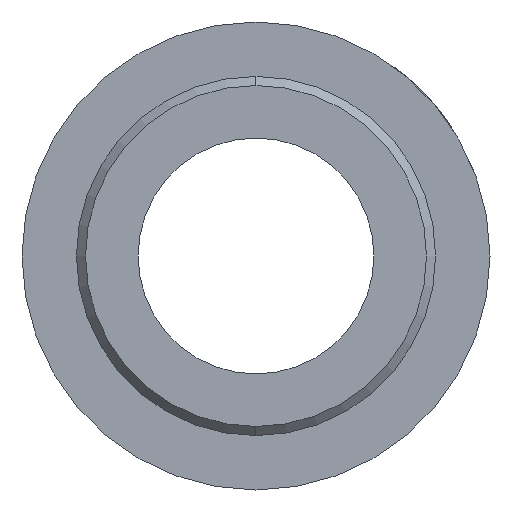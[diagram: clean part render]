
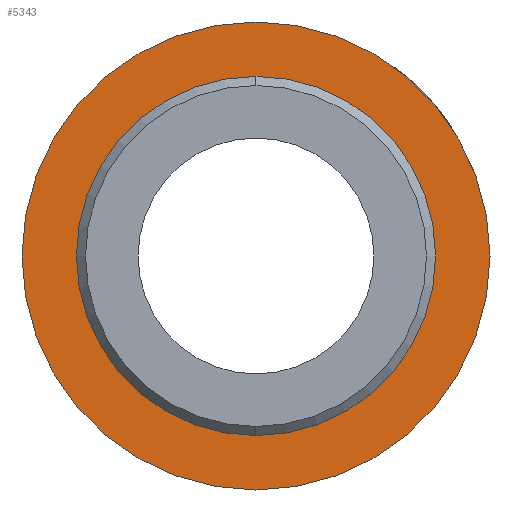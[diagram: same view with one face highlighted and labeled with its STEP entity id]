
A CAD part, left-side view. The second image highlights one B-rep face of the part: STEP entity #5343.
In plain terms, the highlighted planar face has unit normal (-1, 0, 0).
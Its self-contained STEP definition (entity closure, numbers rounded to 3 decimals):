
#128 = EDGE_CURVE ( 'NONE', #2878, #4495, #4848, .T. ) ;
#273 = DIRECTION ( 'NONE',  ( -1., 0., 0. ) ) ;
#452 = CIRCLE ( 'NONE', #2554, 12.9 ) ;
#688 = DIRECTION ( 'NONE',  ( 0., 0., 1. ) ) ;
#745 = CARTESIAN_POINT ( 'NONE',  ( 21., 0., 0. ) ) ;
#875 = DIRECTION ( 'NONE',  ( -1., 0., 0. ) ) ;
#1035 = DIRECTION ( 'NONE',  ( 0., 0., 1. ) ) ;
#1067 = CARTESIAN_POINT ( 'NONE',  ( 21., 0., -12.9 ) ) ;
#1071 = AXIS2_PLACEMENT_3D ( 'NONE', #3713, #875, #5067 ) ;
#1153 = CARTESIAN_POINT ( 'NONE',  ( 21., 0., 0. ) ) ;
#1565 = PLANE ( 'NONE',  #5100 ) ;
#1617 = EDGE_CURVE ( 'NONE', #1801, #3431, #3964, .T. ) ;
#1734 = CARTESIAN_POINT ( 'NONE',  ( 21., 0., 0. ) ) ;
#1801 = VERTEX_POINT ( 'NONE', #1067 ) ;
#1810 = EDGE_CURVE ( 'NONE', #3431, #1801, #452, .T. ) ;
#2026 = CIRCLE ( 'NONE', #2184, 9.9 ) ;
#2116 = ORIENTED_EDGE ( 'NONE', *, *, #4753, .F. ) ;
#2128 = ORIENTED_EDGE ( 'NONE', *, *, #1810, .T. ) ;
#2184 = AXIS2_PLACEMENT_3D ( 'NONE', #1734, #3828, #2561 ) ;
#2335 = DIRECTION ( 'NONE',  ( -1., 0., 0. ) ) ;
#2554 = AXIS2_PLACEMENT_3D ( 'NONE', #4812, #2335, #1035 ) ;
#2561 = DIRECTION ( 'NONE',  ( 0., 0., 1. ) ) ;
#2836 = DIRECTION ( 'NONE',  ( 0., 0., 1. ) ) ;
#2878 = VERTEX_POINT ( 'NONE', #3928 ) ;
#2954 = CARTESIAN_POINT ( 'NONE',  ( 21., 0., -9.9 ) ) ;
#3304 = CARTESIAN_POINT ( 'NONE',  ( 21., 0., 12.9 ) ) ;
#3431 = VERTEX_POINT ( 'NONE', #3304 ) ;
#3575 = FACE_OUTER_BOUND ( 'NONE', #4332, .T. ) ;
#3713 = CARTESIAN_POINT ( 'NONE',  ( 21., 0., 0. ) ) ;
#3828 = DIRECTION ( 'NONE',  ( -1., 0., 0. ) ) ;
#3928 = CARTESIAN_POINT ( 'NONE',  ( 21., 0., 9.9 ) ) ;
#3964 = CIRCLE ( 'NONE', #1071, 12.9 ) ;
#4104 = DIRECTION ( 'NONE',  ( -1., 0., 0. ) ) ;
#4272 = ORIENTED_EDGE ( 'NONE', *, *, #128, .F. ) ;
#4332 = EDGE_LOOP ( 'NONE', ( #2128, #5267 ) ) ;
#4407 = AXIS2_PLACEMENT_3D ( 'NONE', #745, #4104, #2836 ) ;
#4495 = VERTEX_POINT ( 'NONE', #2954 ) ;
#4753 = EDGE_CURVE ( 'NONE', #4495, #2878, #2026, .T. ) ;
#4812 = CARTESIAN_POINT ( 'NONE',  ( 21., 0., 0. ) ) ;
#4848 = CIRCLE ( 'NONE', #4407, 9.9 ) ;
#4935 = FACE_BOUND ( 'NONE', #5454, .T. ) ;
#5067 = DIRECTION ( 'NONE',  ( 0., 0., 1. ) ) ;
#5100 = AXIS2_PLACEMENT_3D ( 'NONE', #1153, #273, #688 ) ;
#5267 = ORIENTED_EDGE ( 'NONE', *, *, #1617, .T. ) ;
#5343 = ADVANCED_FACE ( 'NONE', ( #3575, #4935 ), #1565, .T. ) ;
#5454 = EDGE_LOOP ( 'NONE', ( #4272, #2116 ) ) ;
